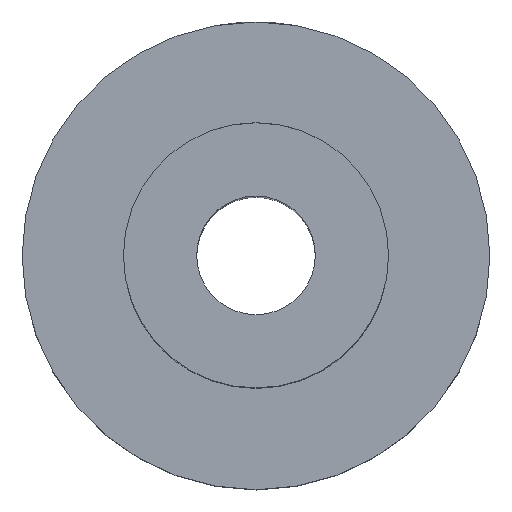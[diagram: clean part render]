
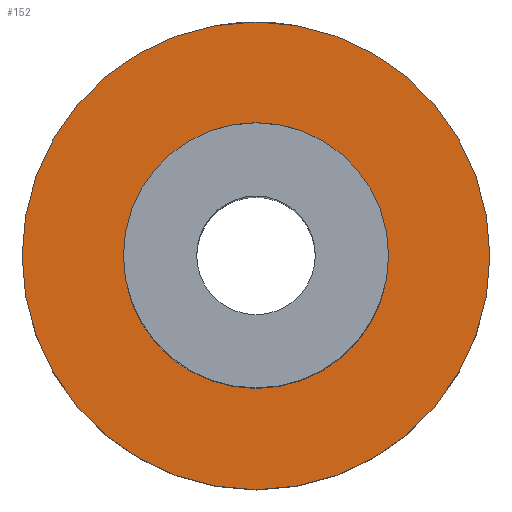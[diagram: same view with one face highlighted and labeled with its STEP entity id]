
A CAD part, top view. The second image highlights one B-rep face of the part: STEP entity #152.
In plain terms, the highlighted planar face has unit normal (0, 0, 1).
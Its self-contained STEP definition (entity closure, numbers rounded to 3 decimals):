
#111=EDGE_CURVE('240[2]',#275,#275,#276,.T.);
#133=EDGE_CURVE('240[2]',#312,#312,#313,.T.);
#152=ADVANCED_FACE('240[2]',(#341,#342),#343,.T.);
#275=VERTEX_POINT('',#821);
#276=CIRCLE('',#822,18.);
#312=VERTEX_POINT('',#997);
#313=CIRCLE('',#998,31.75);
#341=FACE_OUTER_BOUND('',#1099,.T.);
#342=FACE_BOUND('',#1100,.T.);
#343=PLANE('',#1101);
#821=CARTESIAN_POINT('',(-18.,0.,0.));
#822=AXIS2_PLACEMENT_3D('',#1634,#1635,#1636);
#997=CARTESIAN_POINT('',(-31.75,0.,0.));
#998=AXIS2_PLACEMENT_3D('',#1674,#1675,#1676);
#1099=EDGE_LOOP('',(#1701));
#1100=EDGE_LOOP('',(#1702));
#1101=AXIS2_PLACEMENT_3D('',#1703,#1704,#1705);
#1634=CARTESIAN_POINT('',(0.,0.,0.));
#1635=DIRECTION('',(0.,0.,-1.0));
#1636=DIRECTION('',(-1.0,0.,0.));
#1674=CARTESIAN_POINT('',(0.,0.,0.));
#1675=DIRECTION('',(0.,0.,-1.0));
#1676=DIRECTION('',(-1.0,0.,0.));
#1701=ORIENTED_EDGE('',*,*,#133,.F.);
#1702=ORIENTED_EDGE('',*,*,#111,.T.);
#1703=CARTESIAN_POINT('',(-24.875,0.,0.));
#1704=DIRECTION('',(0.,0.,1.0));
#1705=DIRECTION('',(1.0,0.,0.));
